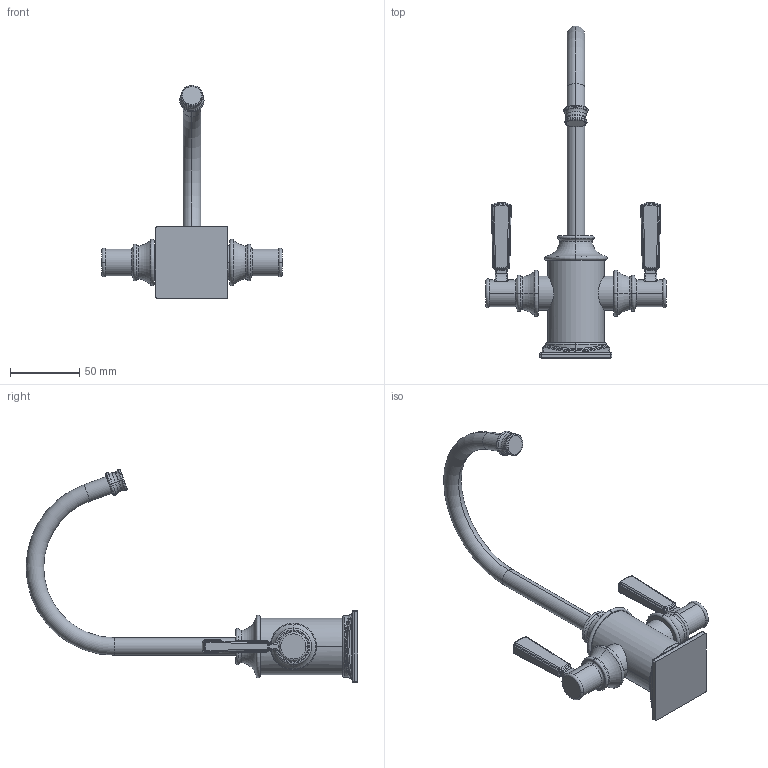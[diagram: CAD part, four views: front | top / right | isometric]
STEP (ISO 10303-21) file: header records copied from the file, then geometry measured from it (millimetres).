
FILE_DESCRIPTION((''),'2;1');
FILE_NAME('3170-5603','2021-04-22T09:49:16',('jinson.thomas'),(''),'CREO PARAMETRIC BY PTC INC, 2018400','CREO PARAMETRIC BY PTC INC, 2018400','');
FILE_SCHEMA(('CONFIG_CONTROL_DESIGN'));
Length unit declared in the file: inch
Products named in the file (1): 3170-5603
Bounding box: 130.18 x 239.4 x 153.75 mm (x, y, z)
Volume: 200866.9 mm3; surface area: 40867.3 mm2
Topology: 1 solids, 1 shells, 379 faces, 846 edges, 482 vertices
Faces by surface type: bspline 152, cylinder 92, torus 76, plane 37, sphere 20, extrusion 2
Entity records: 18636 total; most frequent: CARTESIAN_POINT 11129, ORIENTED_EDGE 1692, DIRECTION 1422, EDGE_CURVE 846, AXIS2_PLACEMENT_3D 643, VERTEX_POINT 482, CIRCLE 416, EDGE_LOOP 392
